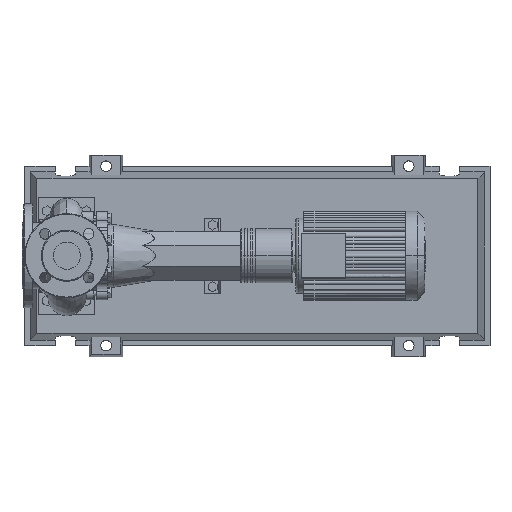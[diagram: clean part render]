
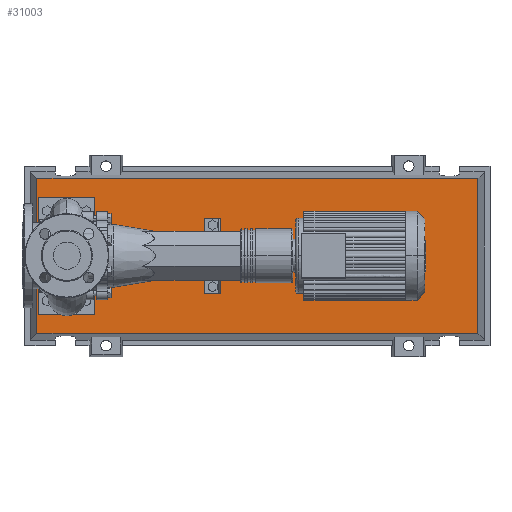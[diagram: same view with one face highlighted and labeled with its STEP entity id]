
A CAD part, top view. The second image highlights one B-rep face of the part: STEP entity #31003.
In plain terms, the highlighted planar face has unit normal (0, 0, 1).
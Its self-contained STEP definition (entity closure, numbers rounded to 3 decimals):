
#30684=CARTESIAN_POINT('',(733.292,-138.292,83.0));
#30685=VERTEX_POINT('',#30684);
#30692=CARTESIAN_POINT('',(-53.292,-138.292,83.0));
#30693=VERTEX_POINT('',#30692);
#30694=CARTESIAN_POINT('',(733.292,-138.292,83.0));
#30695=DIRECTION('',(-1.0,0.0,0.0));
#30696=VECTOR('',#30695,786.584);
#30697=LINE('',#30694,#30696);
#30698=EDGE_CURVE('',#30685,#30693,#30697,.T.);
#30916=CARTESIAN_POINT('',(733.292,138.292,83.0));
#30917=VERTEX_POINT('',#30916);
#30918=CARTESIAN_POINT('',(733.292,138.292,83.0));
#30919=DIRECTION('',(0.0,-1.0,0.0));
#30920=VECTOR('',#30919,276.584);
#30921=LINE('',#30918,#30920);
#30922=EDGE_CURVE('',#30917,#30685,#30921,.T.);
#30940=CARTESIAN_POINT('',(-53.292,138.292,83.0));
#30941=VERTEX_POINT('',#30940);
#30942=CARTESIAN_POINT('',(-53.292,-138.292,83.0));
#30943=DIRECTION('',(0.0,1.0,0.0));
#30944=VECTOR('',#30943,276.584);
#30945=LINE('',#30942,#30944);
#30946=EDGE_CURVE('',#30693,#30941,#30945,.T.);
#30979=CARTESIAN_POINT('',(-53.292,138.292,83.0));
#30980=DIRECTION('',(1.0,0.0,0.0));
#30981=VECTOR('',#30980,786.584);
#30982=LINE('',#30979,#30981);
#30983=EDGE_CURVE('',#30941,#30917,#30982,.T.);
#30992=CARTESIAN_POINT('',(340.,0.,83.0));
#30993=DIRECTION('',(0.0,0.0,1.0));
#30994=DIRECTION('',(1.0,0.0,0.0));
#30995=AXIS2_PLACEMENT_3D('',#30992,#30993,#30994);
#30996=PLANE('',#30995);
#30997=ORIENTED_EDGE('',*,*,#30922,.F.);
#30998=ORIENTED_EDGE('',*,*,#30983,.F.);
#30999=ORIENTED_EDGE('',*,*,#30946,.F.);
#31000=ORIENTED_EDGE('',*,*,#30698,.F.);
#31001=EDGE_LOOP('',(#30997,#30998,#30999,#31000));
#31002=FACE_OUTER_BOUND('',#31001,.T.);
#31003=ADVANCED_FACE('',(#31002),#30996,.T.);
